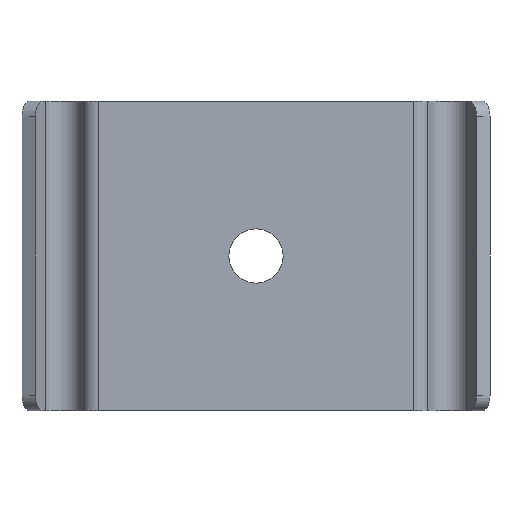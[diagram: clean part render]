
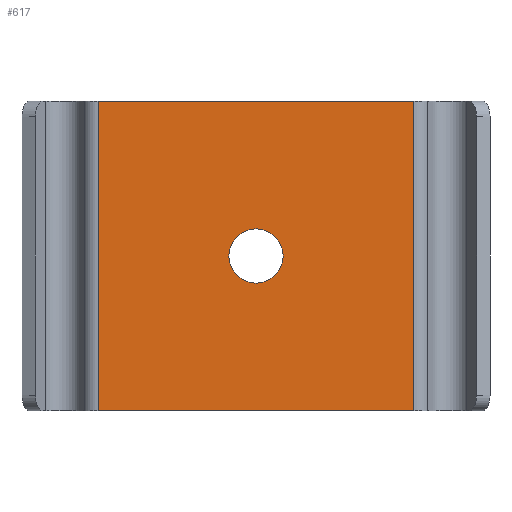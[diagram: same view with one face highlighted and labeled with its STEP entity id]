
A CAD part, front view. The second image highlights one B-rep face of the part: STEP entity #617.
In plain terms, the highlighted planar face has unit normal (0, -1, 0).
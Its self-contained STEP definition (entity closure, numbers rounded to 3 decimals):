
#58=DIRECTION('',(1.,0.,0.));
#59=VECTOR('',#58,40.762);
#60=CARTESIAN_POINT('',(-20.381,0.,-20.));
#61=LINE('',#60,#59);
#130=DIRECTION('',(1.,0.,0.));
#131=VECTOR('',#130,40.762);
#132=CARTESIAN_POINT('',(-20.381,0.,20.));
#133=LINE('',#132,#131);
#194=DIRECTION('',(0.,0.,-1.));
#195=VECTOR('',#194,40.);
#196=CARTESIAN_POINT('',(20.381,0.,20.));
#197=LINE('',#196,#195);
#198=DIRECTION('',(0.,0.,-1.));
#199=VECTOR('',#198,40.);
#200=CARTESIAN_POINT('',(-20.381,0.,20.));
#201=LINE('',#200,#199);
#202=CARTESIAN_POINT('',(0.,0.,0.));
#203=DIRECTION('',(0.,-1.,0.));
#204=DIRECTION('',(1.,0.,0.));
#205=AXIS2_PLACEMENT_3D('',#202,#203,#204);
#207=CARTESIAN_POINT('',(0.,0.,0.));
#208=DIRECTION('',(0.,-1.,0.));
#209=DIRECTION('',(-1.,0.,0.));
#210=AXIS2_PLACEMENT_3D('',#207,#208,#209);
#355=CARTESIAN_POINT('',(20.381,0.,-20.));
#357=VERTEX_POINT('',#355);
#358=CARTESIAN_POINT('',(20.381,0.,20.));
#359=VERTEX_POINT('',#358);
#362=CARTESIAN_POINT('',(-20.381,0.,-20.));
#364=VERTEX_POINT('',#362);
#368=CARTESIAN_POINT('',(-20.381,0.,20.));
#369=VERTEX_POINT('',#368);
#374=CARTESIAN_POINT('',(3.5,0.,0.));
#375=CARTESIAN_POINT('',(-3.5,0.,0.));
#376=VERTEX_POINT('',#374);
#377=VERTEX_POINT('',#375);
#599=CARTESIAN_POINT('',(-21.536,0.,-20.));
#600=DIRECTION('',(0.,-1.,0.));
#601=DIRECTION('',(1.,0.,0.));
#602=AXIS2_PLACEMENT_3D('',#599,#600,#601);
#603=PLANE('',#602);
#604=ORIENTED_EDGE('',*,*,#592,.T.);
#605=ORIENTED_EDGE('',*,*,#441,.F.);
#607=ORIENTED_EDGE('',*,*,#606,.F.);
#608=ORIENTED_EDGE('',*,*,#532,.T.);
#609=EDGE_LOOP('',(#604,#605,#607,#608));
#610=FACE_OUTER_BOUND('',#609,.F.);
#612=ORIENTED_EDGE('',*,*,#611,.T.);
#614=ORIENTED_EDGE('',*,*,#613,.T.);
#615=EDGE_LOOP('',(#612,#614));
#616=FACE_BOUND('',#615,.F.);
#617=ADVANCED_FACE('',(#610,#616),#603,.T.);
#206=CIRCLE('',#205,3.5);
#211=CIRCLE('',#210,3.5);
#441=EDGE_CURVE('',#364,#357,#61,.T.);
#532=EDGE_CURVE('',#369,#359,#133,.T.);
#592=EDGE_CURVE('',#359,#357,#197,.T.);
#606=EDGE_CURVE('',#369,#364,#201,.T.);
#611=EDGE_CURVE('',#376,#377,#206,.T.);
#613=EDGE_CURVE('',#377,#376,#211,.T.);
